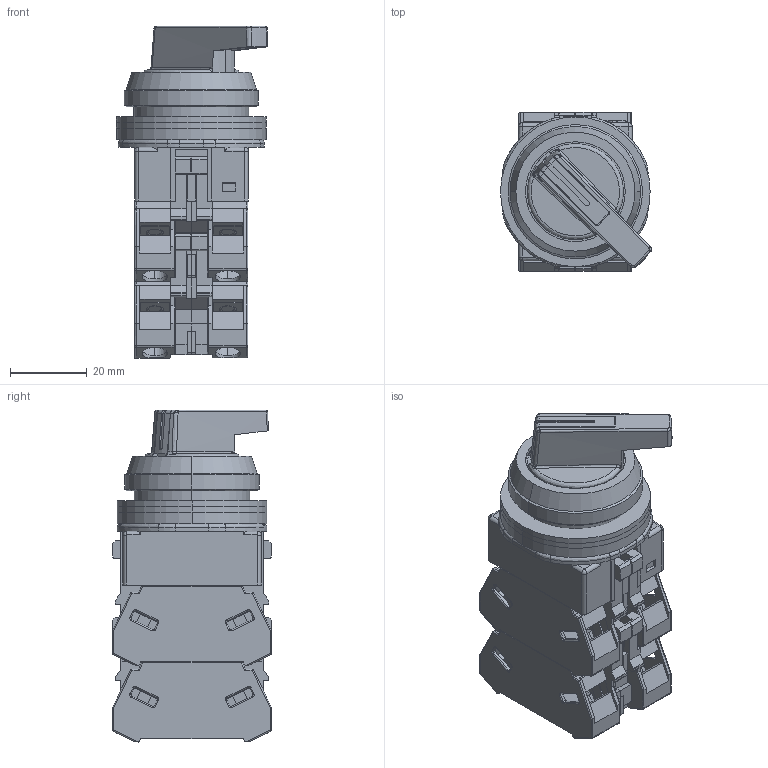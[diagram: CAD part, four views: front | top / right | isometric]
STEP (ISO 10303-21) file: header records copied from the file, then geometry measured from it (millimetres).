
FILE_DESCRIPTION (( 'STEP AP203' ), '1' );
FILE_NAME ('OUTSIDE-ASN2L_ASN3L.STEP', '2017-04-05T03:46:28', ( '' ), ( '' ), 'SwSTEP 2.0', 'SolidWorks 2014', '' );
FILE_SCHEMA (( 'CONFIG_CONTROL_DESIGN' ));
Length unit declared in the file: millimetre
Products named in the file (7): OUTSIDE-HW-U; OUTSIDE-TWT-BLS-BODY-N; OUTSIDE-OW-11; OUTSIDE-ASN2L_ASN3L; OUTSIDE-ASNHL-※; OUTSIDE-OG-11; OUTSIDE-OW-12
Assembly tree (10 placements, depth 2):
  OUTSIDE-ASN2L_ASN3L
    OUTSIDE-TWT-BLS-BODY-N
    OUTSIDE-ASNHL-※
    OUTSIDE-OW-12
    OUTSIDE-OW-11  x2
    OUTSIDE-OG-11
    OUTSIDE-HW-U  x4
Bounding box: 39.35 x 41.4 x 86.5 mm (x, y, z)
Volume: 76016.1 mm3; surface area: 34563.2 mm2
Topology: 10 solids, 10 shells, 1333 faces, 3611 edges, 2304 vertices
Faces by surface type: plane 756, cylinder 337, bspline 218, cone 22
Entity records: 19331 total; most frequent: CARTESIAN_POINT 6182, ORIENTED_EDGE 2750, DIRECTION 2332, EDGE_CURVE 1375, VERTEX_POINT 880, LINE 856, VECTOR 856, AXIS2_PLACEMENT_3D 738
